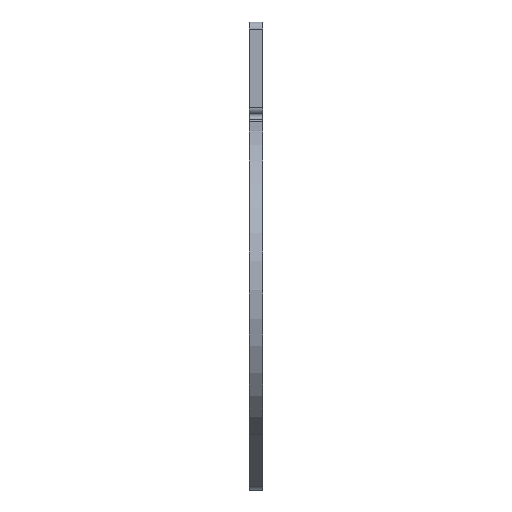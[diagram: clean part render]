
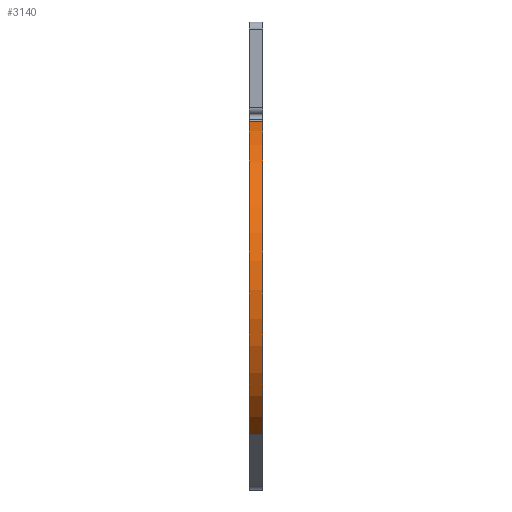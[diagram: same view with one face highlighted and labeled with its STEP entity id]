
A CAD part, left-side view. The second image highlights one B-rep face of the part: STEP entity #3140.
In plain terms, the highlighted cylindrical face has radius 77 mm (diameter 154 mm), a partial arc.
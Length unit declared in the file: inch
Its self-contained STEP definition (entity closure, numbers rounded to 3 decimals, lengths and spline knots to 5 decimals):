
#951 = DIRECTION ( 'NONE',  ( 0., -1., 0. ) ) ;
#995 = CARTESIAN_POINT ( 'NONE',  ( 0., -0.118, 0. ) ) ;
#1080 = VECTOR ( 'NONE', #2502, 39.37008 ) ;
#1346 = CARTESIAN_POINT ( 'NONE',  ( -0.72154, -0.118, 2.94437 ) ) ;
#1393 = DIRECTION ( 'NONE',  ( 0., 0., -1. ) ) ;
#1582 = EDGE_CURVE ( 'NONE', #3824, #4567, #4876, .T. ) ;
#1705 = ORIENTED_EDGE ( 'NONE', *, *, #1582, .T. ) ;
#1818 = VECTOR ( 'NONE', #5191, 39.37008 ) ;
#1910 = EDGE_CURVE ( 'NONE', #4567, #2004, #2990, .T. ) ;
#1917 = ORIENTED_EDGE ( 'NONE', *, *, #1910, .T. ) ;
#1929 = DIRECTION ( 'NONE',  ( 0., 1., 0. ) ) ;
#1982 = ORIENTED_EDGE ( 'NONE', *, *, #3480, .T. ) ;
#2004 = VERTEX_POINT ( 'NONE', #5091 ) ;
#2010 = ORIENTED_EDGE ( 'NONE', *, *, #5271, .F. ) ;
#2213 = EDGE_LOOP ( 'NONE', ( #1705, #1917, #2010, #1982 ) ) ;
#2502 = DIRECTION ( 'NONE',  ( 0., 1., 0. ) ) ;
#2664 = CIRCLE ( 'NONE', #2940, 3.0315 ) ;
#2913 = LINE ( 'NONE', #3059, #1818 ) ;
#2940 = AXIS2_PLACEMENT_3D ( 'NONE', #4450, #1929, #4873 ) ;
#2990 = LINE ( 'NONE', #4616, #1080 ) ;
#3059 = CARTESIAN_POINT ( 'NONE',  ( -1.62675, 0.118, -2.55806 ) ) ;
#3140 = ADVANCED_FACE ( 'NONE', ( #5048 ), #4883, .T. ) ;
#3480 = EDGE_CURVE ( 'NONE', #4124, #3824, #2913, .T. ) ;
#3824 = VERTEX_POINT ( 'NONE', #5027 ) ;
#3921 = DIRECTION ( 'NONE',  ( 0., 1., 0. ) ) ;
#3933 = CARTESIAN_POINT ( 'NONE',  ( -1.62675, 0.118, -2.55806 ) ) ;
#4124 = VERTEX_POINT ( 'NONE', #3933 ) ;
#4156 = AXIS2_PLACEMENT_3D ( 'NONE', #5147, #951, #4293 ) ;
#4293 = DIRECTION ( 'NONE',  ( 0., 0., -1. ) ) ;
#4450 = CARTESIAN_POINT ( 'NONE',  ( 0., 0.118, 0. ) ) ;
#4567 = VERTEX_POINT ( 'NONE', #1346 ) ;
#4616 = CARTESIAN_POINT ( 'NONE',  ( -0.72154, 0.118, 2.94437 ) ) ;
#4873 = DIRECTION ( 'NONE',  ( 0., 0., -1. ) ) ;
#4876 = CIRCLE ( 'NONE', #5067, 3.0315 ) ;
#4883 = CYLINDRICAL_SURFACE ( 'NONE', #4156, 3.0315 ) ;
#5027 = CARTESIAN_POINT ( 'NONE',  ( -1.62675, -0.118, -2.55806 ) ) ;
#5048 = FACE_OUTER_BOUND ( 'NONE', #2213, .T. ) ;
#5067 = AXIS2_PLACEMENT_3D ( 'NONE', #995, #3921, #1393 ) ;
#5091 = CARTESIAN_POINT ( 'NONE',  ( -0.72154, 0.118, 2.94437 ) ) ;
#5147 = CARTESIAN_POINT ( 'NONE',  ( 0., 0.118, 0. ) ) ;
#5191 = DIRECTION ( 'NONE',  ( 0., -1., 0. ) ) ;
#5271 = EDGE_CURVE ( 'NONE', #4124, #2004, #2664, .T. ) ;
